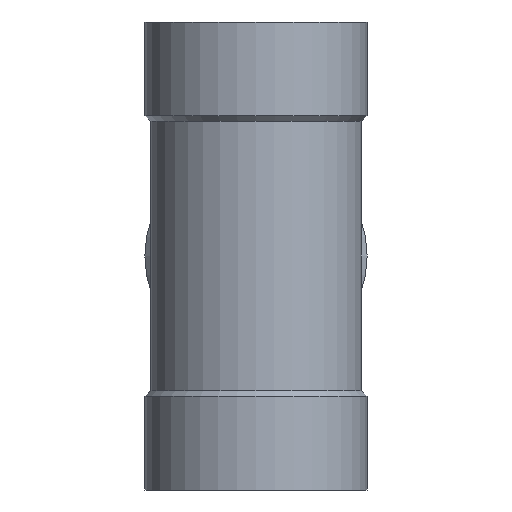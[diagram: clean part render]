
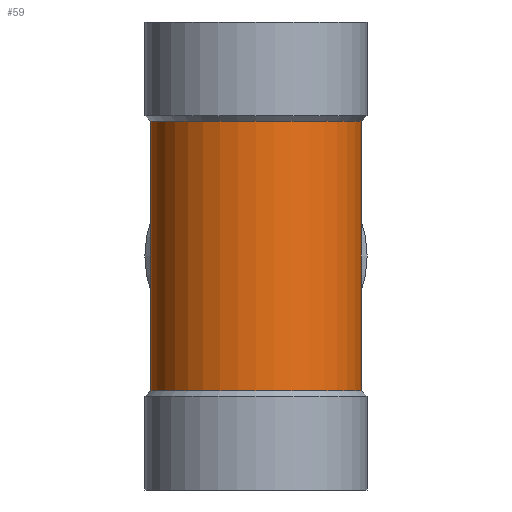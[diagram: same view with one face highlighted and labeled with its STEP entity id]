
A CAD part, left-side view. The second image highlights one B-rep face of the part: STEP entity #59.
In plain terms, the highlighted cylindrical face has radius 45 mm (diameter 90 mm), a full revolution.
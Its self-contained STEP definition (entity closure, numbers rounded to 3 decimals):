
#59 = ADVANCED_FACE( '', ( #130, #131, #132 ), #133, .T. );
#130 = FACE_OUTER_BOUND( '', #215, .T. );
#131 = FACE_BOUND( '', #216, .T. );
#132 = FACE_OUTER_BOUND( '', #217, .T. );
#133 = CYLINDRICAL_SURFACE( '', #218, 45. );
#215 = EDGE_LOOP( '', ( #311 ) );
#216 = EDGE_LOOP( '', ( #312, #313 ) );
#217 = EDGE_LOOP( '', ( #314 ) );
#218 = AXIS2_PLACEMENT_3D( '', #315, #316, #317 );
#311 = ORIENTED_EDGE( '', *, *, #404, .T. );
#312 = ORIENTED_EDGE( '', *, *, #405, .F. );
#313 = ORIENTED_EDGE( '', *, *, #406, .F. );
#314 = ORIENTED_EDGE( '', *, *, #407, .F. );
#315 = CARTESIAN_POINT( '', ( 0., 0., -100. ) );
#316 = DIRECTION( '', ( 0., 0., 1. ) );
#317 = DIRECTION( '', ( -1., 0., 0. ) );
#404 = EDGE_CURVE( '', #459, #459, #460, .T. );
#405 = EDGE_CURVE( '', #461, #462, #463, .T. );
#406 = EDGE_CURVE( '', #462, #461, #464, .F. );
#407 = EDGE_CURVE( '', #465, #465, #466, .T. );
#459 = VERTEX_POINT( '', #522 );
#460 = CIRCLE( '', #523, 45. );
#461 = VERTEX_POINT( '', #524 );
#462 = VERTEX_POINT( '', #525 );
#463 = ELLIPSE( '', #526, 63.64, 45. );
#464 = ELLIPSE( '', #527, 63.64, 45. );
#465 = VERTEX_POINT( '', #528 );
#466 = CIRCLE( '', #529, 45. );
#522 = CARTESIAN_POINT( '', ( -45., 0., 57.5 ) );
#523 = AXIS2_PLACEMENT_3D( '', #590, #591, #592 );
#524 = CARTESIAN_POINT( '', ( 0., 45., 0. ) );
#525 = CARTESIAN_POINT( '', ( 0., -45., 0. ) );
#526 = AXIS2_PLACEMENT_3D( '', #593, #594, #595 );
#527 = AXIS2_PLACEMENT_3D( '', #596, #597, #598 );
#528 = CARTESIAN_POINT( '', ( -45., 0., -57.5 ) );
#529 = AXIS2_PLACEMENT_3D( '', #599, #600, #601 );
#590 = CARTESIAN_POINT( '', ( 0., 0., 57.5 ) );
#591 = DIRECTION( '', ( 0., 0., -1. ) );
#592 = DIRECTION( '', ( -1., 0., 0. ) );
#593 = CARTESIAN_POINT( '', ( 0., 0., 0. ) );
#594 = DIRECTION( '', ( 0.707, 0., -0.707 ) );
#595 = DIRECTION( '', ( -0.707, 0., -0.707 ) );
#596 = CARTESIAN_POINT( '', ( 0., 0., 0. ) );
#597 = DIRECTION( '', ( -0.707, 0., -0.707 ) );
#598 = DIRECTION( '', ( 0.707, 0., -0.707 ) );
#599 = CARTESIAN_POINT( '', ( 0., 0., -57.5 ) );
#600 = DIRECTION( '', ( 0., 0., -1. ) );
#601 = DIRECTION( '', ( -1., 0., 0. ) );
